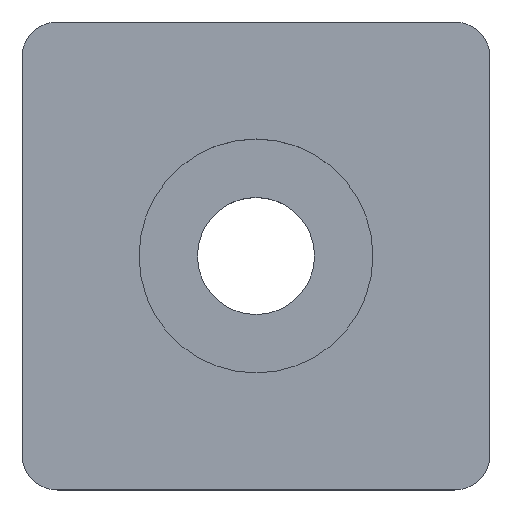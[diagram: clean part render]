
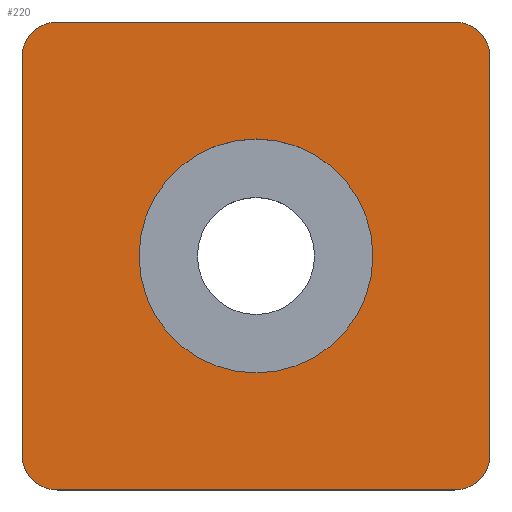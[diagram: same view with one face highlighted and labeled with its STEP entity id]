
A CAD part, top view. The second image highlights one B-rep face of the part: STEP entity #220.
In plain terms, the highlighted planar face has unit normal (0, 0, 1).
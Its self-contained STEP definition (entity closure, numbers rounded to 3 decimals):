
#15=FACE_BOUND('',#41,.T.);
#18=PLANE('',#251);
#27=FACE_OUTER_BOUND('',#40,.T.);
#40=EDGE_LOOP('',(#160,#161,#162,#163,#164,#165,#166,#167));
#41=EDGE_LOOP('',(#168));
#56=LINE('',#356,#74);
#57=LINE('',#360,#75);
#58=LINE('',#364,#76);
#59=LINE('',#368,#77);
#74=VECTOR('',#288,1000.);
#75=VECTOR('',#291,1000.);
#76=VECTOR('',#294,1000.);
#77=VECTOR('',#297,1000.);
#91=CIRCLE('',#247,5.);
#94=CIRCLE('',#252,1.5);
#95=CIRCLE('',#253,1.5);
#96=CIRCLE('',#254,1.5);
#97=CIRCLE('',#255,1.5);
#103=VERTEX_POINT('',#344);
#106=VERTEX_POINT('',#354);
#107=VERTEX_POINT('',#355);
#108=VERTEX_POINT('',#357);
#109=VERTEX_POINT('',#359);
#110=VERTEX_POINT('',#361);
#111=VERTEX_POINT('',#363);
#112=VERTEX_POINT('',#365);
#113=VERTEX_POINT('',#367);
#124=EDGE_CURVE('',#103,#103,#91,.T.);
#128=EDGE_CURVE('',#106,#107,#56,.T.);
#129=EDGE_CURVE('',#107,#108,#94,.T.);
#130=EDGE_CURVE('',#108,#109,#57,.T.);
#131=EDGE_CURVE('',#109,#110,#95,.T.);
#132=EDGE_CURVE('',#110,#111,#58,.T.);
#133=EDGE_CURVE('',#111,#112,#96,.T.);
#134=EDGE_CURVE('',#112,#113,#59,.T.);
#135=EDGE_CURVE('',#113,#106,#97,.T.);
#160=ORIENTED_EDGE('',*,*,#128,.T.);
#161=ORIENTED_EDGE('',*,*,#129,.T.);
#162=ORIENTED_EDGE('',*,*,#130,.T.);
#163=ORIENTED_EDGE('',*,*,#131,.T.);
#164=ORIENTED_EDGE('',*,*,#132,.T.);
#165=ORIENTED_EDGE('',*,*,#133,.T.);
#166=ORIENTED_EDGE('',*,*,#134,.T.);
#167=ORIENTED_EDGE('',*,*,#135,.T.);
#168=ORIENTED_EDGE('',*,*,#124,.F.);
#220=ADVANCED_FACE('',(#27,#15),#18,.T.);
#247=AXIS2_PLACEMENT_3D('',#346,#277,#278);
#251=AXIS2_PLACEMENT_3D('',#353,#286,#287);
#252=AXIS2_PLACEMENT_3D('',#358,#289,#290);
#253=AXIS2_PLACEMENT_3D('',#362,#292,#293);
#254=AXIS2_PLACEMENT_3D('',#366,#295,#296);
#255=AXIS2_PLACEMENT_3D('',#369,#298,#299);
#277=DIRECTION('center_axis',(0.,0.,1.));
#278=DIRECTION('ref_axis',(1.,0.,0.));
#286=DIRECTION('center_axis',(0.,0.,1.));
#287=DIRECTION('ref_axis',(1.,0.,0.));
#288=DIRECTION('',(0.,1.,0.));
#289=DIRECTION('center_axis',(0.,0.,1.));
#290=DIRECTION('ref_axis',(1.,0.,0.));
#291=DIRECTION('',(-1.,0.,0.));
#292=DIRECTION('center_axis',(0.,0.,1.));
#293=DIRECTION('ref_axis',(1.,0.,0.));
#294=DIRECTION('',(0.,-1.,0.));
#295=DIRECTION('center_axis',(0.,0.,1.));
#296=DIRECTION('ref_axis',(1.,0.,0.));
#297=DIRECTION('',(1.,0.,0.));
#298=DIRECTION('center_axis',(0.,0.,1.));
#299=DIRECTION('ref_axis',(1.,0.,0.));
#344=CARTESIAN_POINT('',(-5.,0.,3.));
#346=CARTESIAN_POINT('Origin',(0.,0.,
3.));
#353=CARTESIAN_POINT('Origin',(0.,0.,3.));
#354=CARTESIAN_POINT('',(10.,-8.5,3.));
#355=CARTESIAN_POINT('',(10.,8.5,3.));
#356=CARTESIAN_POINT('',(10.,-10.,3.));
#357=CARTESIAN_POINT('',(8.5,10.,3.));
#358=CARTESIAN_POINT('Origin',(8.5,8.5,3.));
#359=CARTESIAN_POINT('',(-8.5,10.,3.));
#360=CARTESIAN_POINT('',(10.,10.,3.));
#361=CARTESIAN_POINT('',(-10.,8.5,3.));
#362=CARTESIAN_POINT('Origin',(-8.5,8.5,3.));
#363=CARTESIAN_POINT('',(-10.,-8.5,3.));
#364=CARTESIAN_POINT('',(-10.,-10.,3.));
#365=CARTESIAN_POINT('',(-8.5,-10.,3.));
#366=CARTESIAN_POINT('Origin',(-8.5,-8.5,3.));
#367=CARTESIAN_POINT('',(8.5,-10.,3.));
#368=CARTESIAN_POINT('',(10.,-10.,3.));
#369=CARTESIAN_POINT('Origin',(8.5,-8.5,3.));
